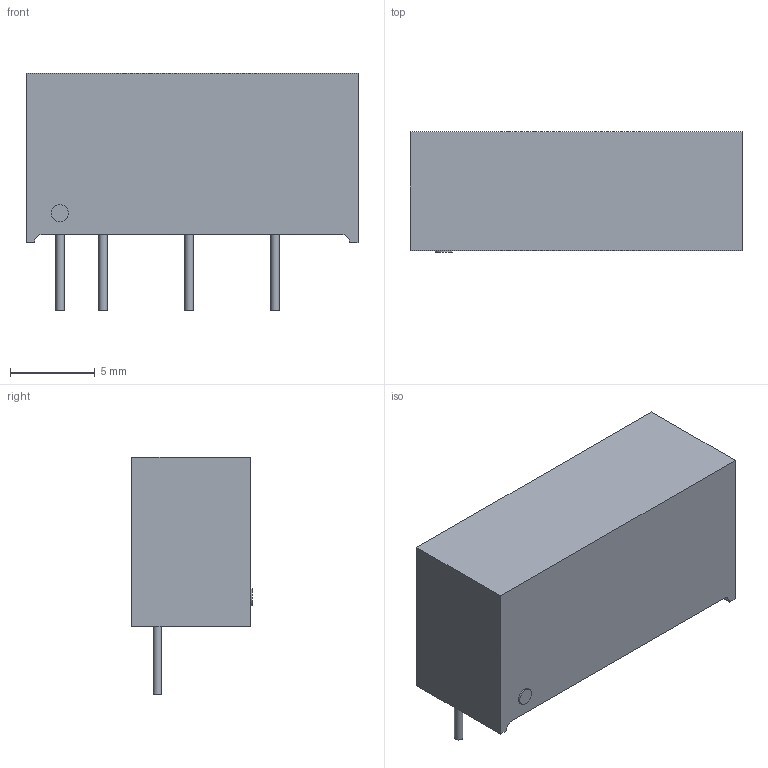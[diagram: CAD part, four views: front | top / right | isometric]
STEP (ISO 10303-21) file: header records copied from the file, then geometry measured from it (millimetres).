
FILE_DESCRIPTION(('FreeCAD Model'),'2;1');
FILE_NAME('Open CASCADE Shape Model','2023-09-27T10:32:35',( 'kicad StepUp'),('ksu MCAD'),'Open CASCADE STEP processor 7.6', 'FreeCAD','Unknown');
FILE_SCHEMA(('AUTOMOTIVE_DESIGN { 1 0 10303 214 1 1 1 1 }'));
Length unit declared in the file: millimetre
Products named in the file (1): Body
Bounding box: 19.6 x 7.1 x 14 mm (x, y, z)
Volume: 1311.2 mm3; surface area: 820.7 mm2
Topology: 1 solids, 1 shells, 22 faces, 45 edges, 30 vertices
Faces by surface type: plane 15, cylinder 7
Full cylindrical faces by diameter (mm): 0.5 x4, 1 x1
Entity records: 762 total; most frequent: DIRECTION 105, CARTESIAN_POINT 98, ORIENTED_EDGE 90, EDGE_CURVE 45, AXIS2_PLACEMENT_3D 37, LINE 31, VECTOR 31, VERTEX_POINT 30
